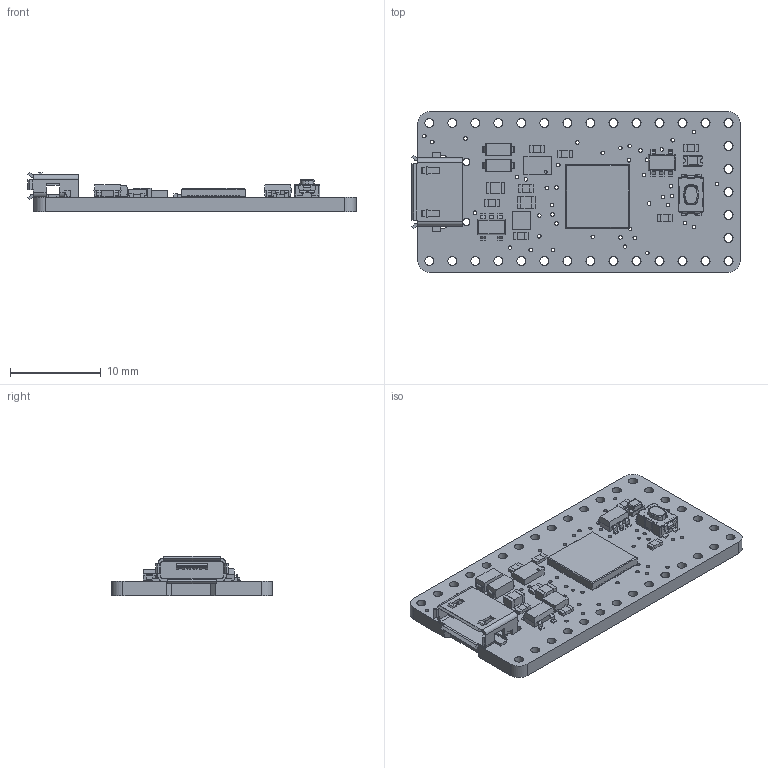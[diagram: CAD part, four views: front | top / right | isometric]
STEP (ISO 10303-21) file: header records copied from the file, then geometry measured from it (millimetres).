
FILE_DESCRIPTION(/* description */ (''),/* implementation_level */ '2;1');
FILE_NAME(/* name */ 'Adafruit ItsyBitsy M0.step',/* time_stamp */ '2019-06-06T09:57:02-04:00',/* author */ (''),/* organization */ (''),/* preprocessor_version */ 'ST-DEVELOPER v18',/* originating_system */ 'Autodesk Translation Framework v8.2.0.1029',/* authorisation */ '');
FILE_SCHEMA (('AUTOMOTIVE_DESIGN { 1 0 10303 214 3 1 1 }'));
Length unit declared in the file: millimetre
Products named in the file (14): Adafruit ItsyBitsy M0; PCB Component; Board; 10µF; 100k; RED; SPST_TACT-KMR2; microUSB; AP2112K-3.3; ATSAMD21G18; 74HCT1G125; MBR120; AP102-2020; flash
Assembly tree (21 placements, depth 3):
  Adafruit ItsyBitsy M0
    PCB Component
      Board
      10µF  x2
      100k  x7
      RED
      SPST_TACT-KMR2
      microUSB
      AP2112K-3.3
      ATSAMD21G18
      74HCT1G125
      MBR120  x2
      AP102-2020
      flash
Bounding box: 36.22 x 17.78 x 4.34 mm (x, y, z)
Volume: 1077.8 mm3; surface area: 2348.7 mm2
Topology: 58 solids, 58 shells, 1681 faces, 4610 edges, 3006 vertices
Faces by surface type: plane 1304, cylinder 343, bspline 18, torus 6, cone 6, sphere 4
Full cylindrical faces by diameter (mm): 0.3 x1, 0.394 x51, 0.7 x2, 0.8 x2, 1 x33
Entity records: 51837 total; most frequent: CARTESIAN_POINT 10122, ORIENTED_EDGE 8524, DIRECTION 8022, EDGE_CURVE 4262, LINE 3542, VECTOR 3542, VERTEX_POINT 2778, AXIS2_PLACEMENT_3D 2240
